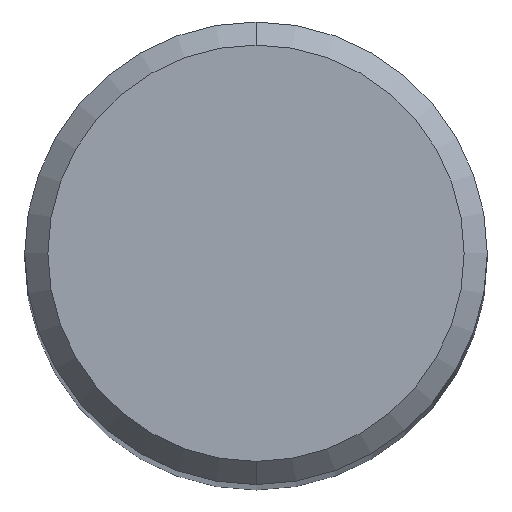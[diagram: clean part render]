
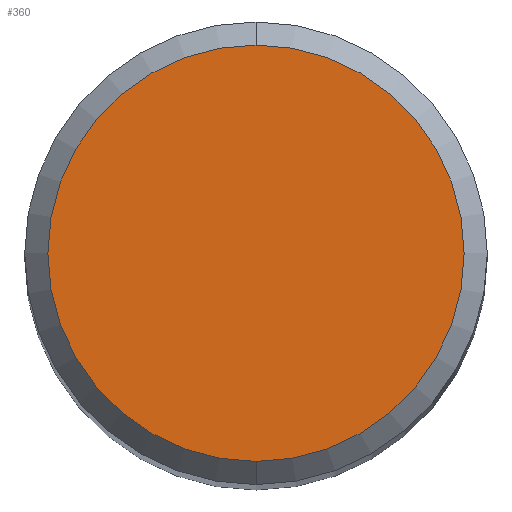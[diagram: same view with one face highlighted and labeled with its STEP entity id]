
A CAD part, top view. The second image highlights one B-rep face of the part: STEP entity #360.
In plain terms, the highlighted planar face has unit normal (0, 0, 1).
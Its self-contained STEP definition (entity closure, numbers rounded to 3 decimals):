
#252=VERTEX_POINT('',#561);
#262=VERTEX_POINT('',#572);
#320=EDGE_CURVE('',#252,#262,#635,.T.);
#348=EDGE_CURVE('',#262,#252,#666,.T.);
#360=ADVANCED_FACE('',(#679),#680,.T.);
#561=CARTESIAN_POINT('',(0.0,3.6,0.0));
#572=CARTESIAN_POINT('',(0.,-3.6,0.0));
#635=CIRCLE('',#1144,3.6);
#666=CIRCLE('',#1236,3.6);
#679=FACE_OUTER_BOUND('',#1252,.T.);
#680=PLANE('',#1253);
#1144=AXIS2_PLACEMENT_3D('',#1608,#1609,#1610);
#1236=AXIS2_PLACEMENT_3D('',#1638,#1639,#1640);
#1252=EDGE_LOOP('',(#1654,#1655));
#1253=AXIS2_PLACEMENT_3D('',#1656,#1657,#1658);
#1608=CARTESIAN_POINT('',(0.0,0.0,0.0));
#1609=DIRECTION('',(0.0,0.0,-1.0));
#1610=DIRECTION('',(0.0,1.0,0.0));
#1638=CARTESIAN_POINT('',(0.0,0.0,0.0));
#1639=DIRECTION('',(0.0,0.0,-1.0));
#1640=DIRECTION('',(0.0,1.0,0.0));
#1654=ORIENTED_EDGE('',*,*,#320,.F.);
#1655=ORIENTED_EDGE('',*,*,#348,.F.);
#1656=CARTESIAN_POINT('',(0.0,1.8,0.0));
#1657=DIRECTION('',(-0.0,0.0,1.0));
#1658=DIRECTION('',(0.0,-1.0,0.0));
